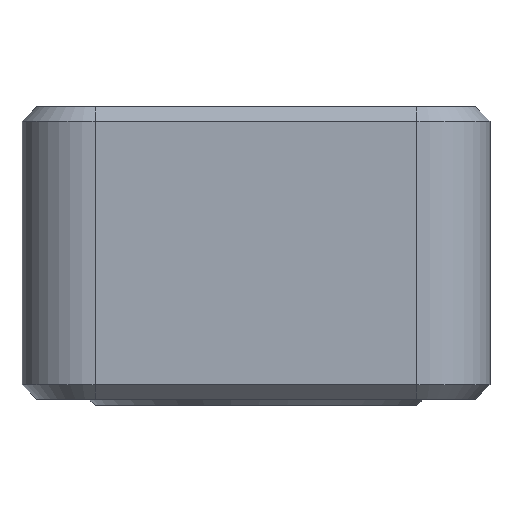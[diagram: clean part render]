
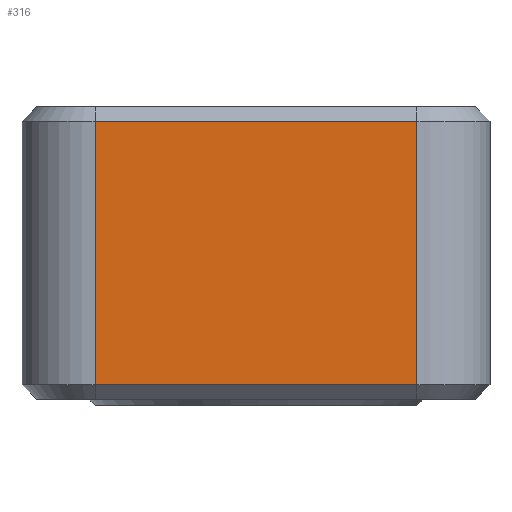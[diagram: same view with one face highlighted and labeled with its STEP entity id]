
A CAD part, left-side view. The second image highlights one B-rep face of the part: STEP entity #316.
In plain terms, the highlighted face is planar.
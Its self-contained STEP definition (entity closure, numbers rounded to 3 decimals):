
#316=ADVANCED_FACE('',(#1084),#1086,.T.);
#1084=FACE_BOUND('',#1085,.T.);
#1085=EDGE_LOOP('',(#10531,#10532,#10533,#10534));
#1086=PLANE('',#1087);
#1087=AXIS2_PLACEMENT_3D('',#1088,#1089,#1090);
#1088=CARTESIAN_POINT('',(0.,0.,30.));
#1089=DIRECTION('',(0.,0.,1.));
#1090=DIRECTION('',(-1.,0.,0.));
#10531=ORIENTED_EDGE('',*,*,#14207,.F.);
#10532=ORIENTED_EDGE('',*,*,#14236,.T.);
#10533=ORIENTED_EDGE('',*,*,#14223,.F.);
#10534=ORIENTED_EDGE('',*,*,#14219,.T.);
#14207=EDGE_CURVE('',#14793,#14796,#14797,.T.);
#14219=EDGE_CURVE('',#14813,#14796,#14814,.T.);
#14223=EDGE_CURVE('',#14813,#14819,#14820,.T.);
#14236=EDGE_CURVE('',#14793,#14819,#14837,.T.);
#14793=VERTEX_POINT('',#15944);
#14796=VERTEX_POINT('',#15952);
#14797=LINE('',#15953,#15954);
#14813=VERTEX_POINT('',#16004);
#14814=LINE('',#16005,#16006);
#14819=VERTEX_POINT('',#16020);
#14820=LINE('',#16021,#16022);
#14837=LINE('',#16075,#16076);
#15944=CARTESIAN_POINT('',(9.,11.,30.));
#15952=CARTESIAN_POINT('',(9.,-11.,30.));
#15953=CARTESIAN_POINT('',(9.,11.,30.));
#15954=VECTOR('',#15955,1.);
#15955=DIRECTION('',(0.,-1.,0.));
#16004=CARTESIAN_POINT('',(-9.,-11.,30.));
#16005=CARTESIAN_POINT('',(-9.,-11.,30.));
#16006=VECTOR('',#16007,1.);
#16007=DIRECTION('',(1.,0.,0.));
#16020=CARTESIAN_POINT('',(-9.,11.,30.));
#16021=CARTESIAN_POINT('',(-9.,-11.,30.));
#16022=VECTOR('',#16023,1.);
#16023=DIRECTION('',(0.,1.,0.));
#16075=CARTESIAN_POINT('',(9.,11.,30.));
#16076=VECTOR('',#16077,1.);
#16077=DIRECTION('',(-1.,0.,0.));
